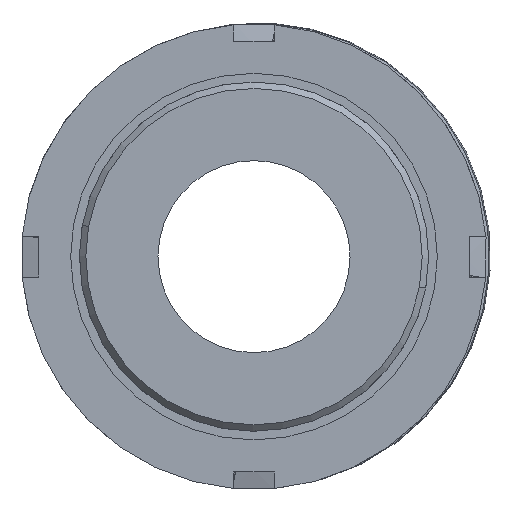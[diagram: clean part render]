
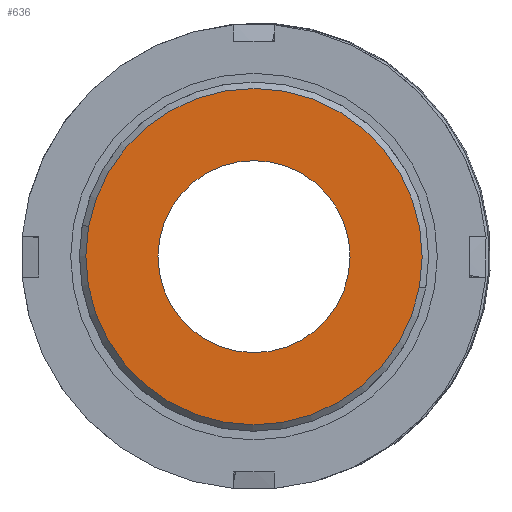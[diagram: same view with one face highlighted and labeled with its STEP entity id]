
A CAD part, front view. The second image highlights one B-rep face of the part: STEP entity #636.
In plain terms, the highlighted planar face has unit normal (0, -1, 0).
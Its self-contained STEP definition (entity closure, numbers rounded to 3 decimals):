
#4 = CIRCLE ( 'NONE', #162, 28.9 ) ;
#14 = EDGE_CURVE ( 'NONE', #2267, #1816, #4, .T. ) ;
#15 = CARTESIAN_POINT ( 'NONE',  ( -28.9, 21.868, 0. ) ) ;
#24 = CARTESIAN_POINT ( 'NONE',  ( 0., 21.868, 0. ) ) ;
#49 = FACE_OUTER_BOUND ( 'NONE', #1505, .T. ) ;
#154 = PLANE ( 'NONE',  #2521 ) ;
#162 = AXIS2_PLACEMENT_3D ( 'NONE', #887, #2116, #2882 ) ;
#164 = EDGE_CURVE ( 'NONE', #3093, #891, #886, .T. ) ;
#204 = AXIS2_PLACEMENT_3D ( 'NONE', #1761, #1035, #1287 ) ;
#210 = CARTESIAN_POINT ( 'NONE',  ( 16.5, 21.868, 0. ) ) ;
#219 = ORIENTED_EDGE ( 'NONE', *, *, #2706, .T. ) ;
#333 = DIRECTION ( 'NONE',  ( -1., 0., 0. ) ) ;
#344 = ORIENTED_EDGE ( 'NONE', *, *, #164, .T. ) ;
#488 = DIRECTION ( 'NONE',  ( -1., 0., 0. ) ) ;
#636 = ADVANCED_FACE ( 'NONE', ( #49, #2147 ), #154, .F. ) ;
#805 = CARTESIAN_POINT ( 'NONE',  ( 16.5, 21.868, 0. ) ) ;
#849 = AXIS2_PLACEMENT_3D ( 'NONE', #24, #2737, #488 ) ;
#886 = CIRCLE ( 'NONE', #849, 16.5 ) ;
#887 = CARTESIAN_POINT ( 'NONE',  ( 0., 21.868, 0. ) ) ;
#891 = VERTEX_POINT ( 'NONE', #805 ) ;
#960 = DIRECTION ( 'NONE',  ( 0., 1., 0. ) ) ;
#1025 = CIRCLE ( 'NONE', #204, 28.9 ) ;
#1027 = CARTESIAN_POINT ( 'NONE',  ( 28.9, 21.868, 0. ) ) ;
#1035 = DIRECTION ( 'NONE',  ( 0., 1., 0. ) ) ;
#1287 = DIRECTION ( 'NONE',  ( -1., 0., 0. ) ) ;
#1505 = EDGE_LOOP ( 'NONE', ( #2690, #3072 ) ) ;
#1599 = EDGE_CURVE ( 'NONE', #1816, #2267, #1025, .T. ) ;
#1739 = CARTESIAN_POINT ( 'NONE',  ( -16.5, 21.868, 0. ) ) ;
#1761 = CARTESIAN_POINT ( 'NONE',  ( 0., 21.868, 0. ) ) ;
#1816 = VERTEX_POINT ( 'NONE', #1027 ) ;
#1842 = DIRECTION ( 'NONE',  ( 0., 1., 0. ) ) ;
#2116 = DIRECTION ( 'NONE',  ( 0., 1., 0. ) ) ;
#2147 = FACE_BOUND ( 'NONE', #2777, .T. ) ;
#2267 = VERTEX_POINT ( 'NONE', #15 ) ;
#2476 = AXIS2_PLACEMENT_3D ( 'NONE', #2840, #1842, #333 ) ;
#2521 = AXIS2_PLACEMENT_3D ( 'NONE', #210, #960, #2667 ) ;
#2667 = DIRECTION ( 'NONE',  ( -1., 0., 0. ) ) ;
#2690 = ORIENTED_EDGE ( 'NONE', *, *, #14, .F. ) ;
#2706 = EDGE_CURVE ( 'NONE', #891, #3093, #2849, .T. ) ;
#2737 = DIRECTION ( 'NONE',  ( 0., 1., 0. ) ) ;
#2777 = EDGE_LOOP ( 'NONE', ( #344, #219 ) ) ;
#2840 = CARTESIAN_POINT ( 'NONE',  ( 0., 21.868, 0. ) ) ;
#2849 = CIRCLE ( 'NONE', #2476, 16.5 ) ;
#2882 = DIRECTION ( 'NONE',  ( -1., 0., 0. ) ) ;
#3072 = ORIENTED_EDGE ( 'NONE', *, *, #1599, .F. ) ;
#3093 = VERTEX_POINT ( 'NONE', #1739 ) ;
